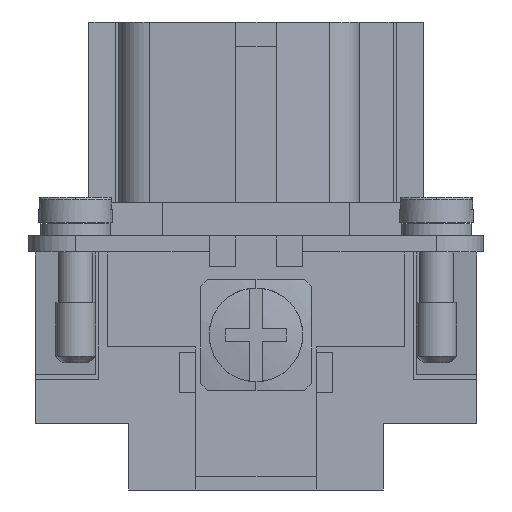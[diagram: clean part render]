
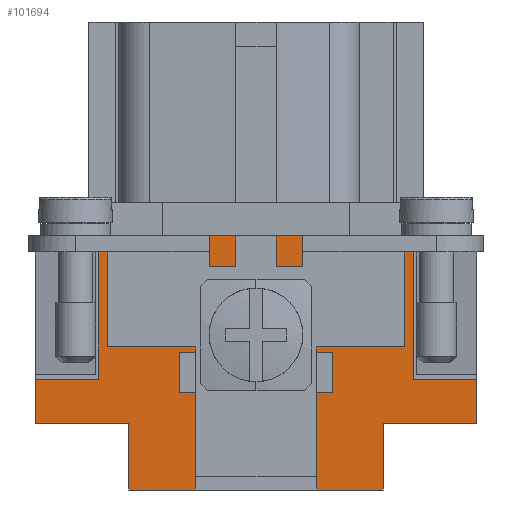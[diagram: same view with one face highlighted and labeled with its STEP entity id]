
A CAD part, left-side view. The second image highlights one B-rep face of the part: STEP entity #101694.
In plain terms, the highlighted planar face has unit normal (-1, 0, 0).
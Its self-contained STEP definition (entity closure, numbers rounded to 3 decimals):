
#78925=CARTESIAN_POINT('',(-45.0,11.75,19.0));
#78926=VERTEX_POINT('',#78925);
#78933=CARTESIAN_POINT('',(-45.0,-11.75,19.0));
#78934=VERTEX_POINT('',#78933);
#78935=CARTESIAN_POINT('',(-45.0,-11.75,19.0));
#78936=DIRECTION('',(0.0,1.0,0.0));
#78937=VECTOR('',#78936,23.5);
#78938=LINE('',#78935,#78937);
#78939=EDGE_CURVE('',#78934,#78926,#78938,.T.);
#84863=CARTESIAN_POINT('',(-45.0,11.75,8.3));
#84864=VERTEX_POINT('',#84863);
#84873=CARTESIAN_POINT('',(-45.0,11.75,19.0));
#84874=DIRECTION('',(0.0,0.0,-1.0));
#84875=VECTOR('',#84874,10.7);
#84876=LINE('',#84873,#84875);
#84877=EDGE_CURVE('',#78926,#84864,#84876,.T.);
#84919=CARTESIAN_POINT('',(-45.,16.5,8.3));
#84920=VERTEX_POINT('',#84919);
#84921=CARTESIAN_POINT('',(-45.0,11.75,8.3));
#84922=DIRECTION('',(0.0,1.0,0.0));
#84923=VECTOR('',#84922,4.75);
#84924=LINE('',#84921,#84923);
#84925=EDGE_CURVE('',#84864,#84920,#84924,.T.);
#85135=CARTESIAN_POINT('',(-45.0,-11.75,8.3));
#85136=VERTEX_POINT('',#85135);
#85145=CARTESIAN_POINT('',(-45.0,-11.75,8.3));
#85146=DIRECTION('',(0.0,0.0,1.0));
#85147=VECTOR('',#85146,10.7);
#85148=LINE('',#85145,#85147);
#85149=EDGE_CURVE('',#85136,#78934,#85148,.T.);
#85159=CARTESIAN_POINT('',(-45.,-16.5,8.3));
#85160=VERTEX_POINT('',#85159);
#85161=CARTESIAN_POINT('',(-45.,-16.5,8.3));
#85162=DIRECTION('',(0.0,1.0,0.0));
#85163=VECTOR('',#85162,4.75);
#85164=LINE('',#85161,#85163);
#85165=EDGE_CURVE('',#85160,#85136,#85164,.T.);
#85233=CARTESIAN_POINT('',(-45.0,16.5,5.0));
#85234=VERTEX_POINT('',#85233);
#85241=CARTESIAN_POINT('',(-45.0,16.5,5.0));
#85242=DIRECTION('',(0.0,0.0,1.0));
#85243=VECTOR('',#85242,3.3);
#85244=LINE('',#85241,#85243);
#85245=EDGE_CURVE('',#85234,#84920,#85244,.T.);
#85411=CARTESIAN_POINT('',(-45.0,-16.5,5.0));
#85412=VERTEX_POINT('',#85411);
#85413=CARTESIAN_POINT('',(-45.0,-16.5,5.0));
#85414=DIRECTION('',(0.0,0.0,1.0));
#85415=VECTOR('',#85414,3.3);
#85416=LINE('',#85413,#85415);
#85417=EDGE_CURVE('',#85412,#85160,#85416,.T.);
#99960=CARTESIAN_POINT('',(-45.0,9.5,0.0));
#99961=VERTEX_POINT('',#99960);
#99968=CARTESIAN_POINT('',(-45.0,9.5,5.0));
#99969=VERTEX_POINT('',#99968);
#99970=CARTESIAN_POINT('',(-45.0,9.5,5.0));
#99971=DIRECTION('',(0.0,0.0,-1.0));
#99972=VECTOR('',#99971,5.0);
#99973=LINE('',#99970,#99972);
#99974=EDGE_CURVE('',#99969,#99961,#99973,.T.);
#100000=CARTESIAN_POINT('',(-45.0,-9.5,5.0));
#100001=VERTEX_POINT('',#100000);
#100008=CARTESIAN_POINT('',(-45.0,-9.5,0.0));
#100009=VERTEX_POINT('',#100008);
#100010=CARTESIAN_POINT('',(-45.0,-9.5,0.0));
#100011=DIRECTION('',(0.0,0.0,1.0));
#100012=VECTOR('',#100011,5.0);
#100013=LINE('',#100010,#100012);
#100014=EDGE_CURVE('',#100009,#100001,#100013,.T.);
#100819=CARTESIAN_POINT('',(-45.0,-9.5,5.0));
#100820=DIRECTION('',(0.0,-1.0,0.0));
#100821=VECTOR('',#100820,7.0);
#100822=LINE('',#100819,#100821);
#100823=EDGE_CURVE('',#100001,#85412,#100822,.T.);
#100875=CARTESIAN_POINT('',(-45.0,16.5,5.0));
#100876=DIRECTION('',(0.0,-1.0,0.0));
#100877=VECTOR('',#100876,7.0);
#100878=LINE('',#100875,#100877);
#100879=EDGE_CURVE('',#85234,#99969,#100878,.T.);
#100891=CARTESIAN_POINT('',(-45.0,-4.55,0.0));
#100892=VERTEX_POINT('',#100891);
#100893=CARTESIAN_POINT('',(-45.0,-9.5,0.0));
#100894=DIRECTION('',(0.0,1.0,0.0));
#100895=VECTOR('',#100894,4.95);
#100896=LINE('',#100893,#100895);
#100897=EDGE_CURVE('',#100009,#100892,#100896,.T.);
#100947=CARTESIAN_POINT('',(-45.0,4.55,0.0));
#100948=VERTEX_POINT('',#100947);
#100955=CARTESIAN_POINT('',(-45.0,4.55,0.0));
#100956=DIRECTION('',(0.0,1.0,0.0));
#100957=VECTOR('',#100956,4.95);
#100958=LINE('',#100955,#100957);
#100959=EDGE_CURVE('',#100948,#99961,#100958,.T.);
#101354=CARTESIAN_POINT('',(-45.0,4.55,3.5));
#101355=VERTEX_POINT('',#101354);
#101362=CARTESIAN_POINT('',(-45.0,4.55,0.0));
#101363=DIRECTION('',(0.0,0.0,1.0));
#101364=VECTOR('',#101363,3.5);
#101365=LINE('',#101362,#101364);
#101366=EDGE_CURVE('',#100948,#101355,#101365,.T.);
#101378=CARTESIAN_POINT('',(-45.0,-4.55,3.5));
#101379=VERTEX_POINT('',#101378);
#101388=CARTESIAN_POINT('',(-45.0,-4.55,3.5));
#101389=DIRECTION('',(0.0,0.0,-1.0));
#101390=VECTOR('',#101389,3.5);
#101391=LINE('',#101388,#101390);
#101392=EDGE_CURVE('',#101379,#100892,#101391,.T.);
#101404=CARTESIAN_POINT('',(-45.0,4.55,3.5));
#101405=DIRECTION('',(0.0,-1.0,0.0));
#101406=VECTOR('',#101405,9.1);
#101407=LINE('',#101404,#101406);
#101408=EDGE_CURVE('',#101355,#101379,#101407,.T.);
#101671=CARTESIAN_POINT('',(-45.0,-16.5,0.0));
#101672=DIRECTION('',(-1.0,0.0,0.0));
#101673=DIRECTION('',(0.0,0.0,1.0));
#101674=AXIS2_PLACEMENT_3D('',#101671,#101672,#101673);
#101675=PLANE('',#101674);
#101676=ORIENTED_EDGE('',*,*,#84925,.T.);
#101677=ORIENTED_EDGE('',*,*,#85245,.F.);
#101678=ORIENTED_EDGE('',*,*,#100879,.T.);
#101679=ORIENTED_EDGE('',*,*,#99974,.T.);
#101680=ORIENTED_EDGE('',*,*,#100959,.F.);
#101681=ORIENTED_EDGE('',*,*,#101366,.T.);
#101682=ORIENTED_EDGE('',*,*,#101408,.T.);
#101683=ORIENTED_EDGE('',*,*,#101392,.T.);
#101684=ORIENTED_EDGE('',*,*,#100897,.F.);
#101685=ORIENTED_EDGE('',*,*,#100014,.T.);
#101686=ORIENTED_EDGE('',*,*,#100823,.T.);
#101687=ORIENTED_EDGE('',*,*,#85417,.T.);
#101688=ORIENTED_EDGE('',*,*,#85165,.T.);
#101689=ORIENTED_EDGE('',*,*,#85149,.T.);
#101690=ORIENTED_EDGE('',*,*,#78939,.T.);
#101691=ORIENTED_EDGE('',*,*,#84877,.T.);
#101692=EDGE_LOOP('',(#101676,#101677,#101678,#101679,#101680,#101681,#101682,#101683,#101684,#101685,#101686,#101687,#101688,#101689,#101690,#101691));
#101693=FACE_OUTER_BOUND('',#101692,.T.);
#101694=ADVANCED_FACE('',(#101693),#101675,.T.);
